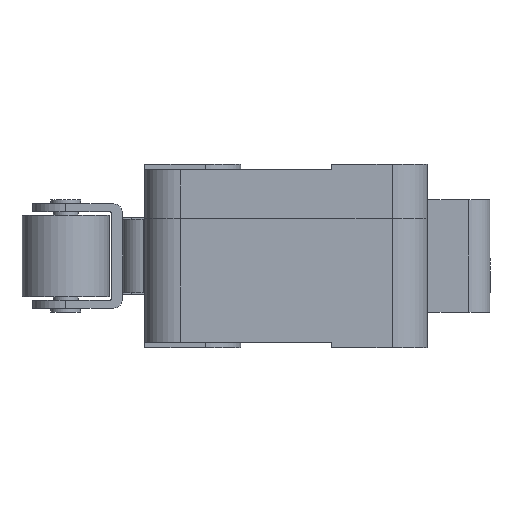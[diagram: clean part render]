
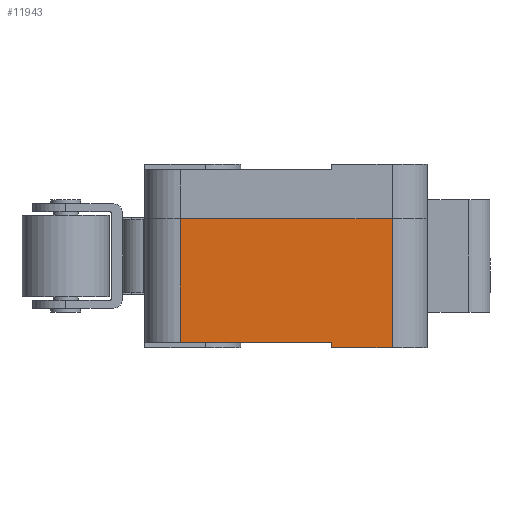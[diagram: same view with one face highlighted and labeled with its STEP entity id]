
A CAD part, left-side view. The second image highlights one B-rep face of the part: STEP entity #11943.
In plain terms, the highlighted planar face has unit normal (-1, 0, 0).
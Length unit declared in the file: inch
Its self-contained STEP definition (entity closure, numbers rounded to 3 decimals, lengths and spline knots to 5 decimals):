
#1390=FACE_OUTER_BOUND('',#2081,.T.);
#2081=EDGE_LOOP('',(#10836,#10837,#10838,#10839,#10840,#10841));
#2976=LINE('',#19525,#4236);
#3312=LINE('',#21776,#4572);
#3314=LINE('',#21782,#4574);
#3317=LINE('',#21791,#4577);
#3320=LINE('',#21797,#4580);
#3331=LINE('',#21824,#4591);
#4236=VECTOR('',#14123,0.3937);
#4572=VECTOR('',#14873,0.3937);
#4574=VECTOR('',#14879,0.3937);
#4577=VECTOR('',#14888,0.3937);
#4580=VECTOR('',#14897,0.3937);
#4591=VECTOR('',#14932,0.3937);
#5511=VERTEX_POINT('',#19518);
#5513=VERTEX_POINT('',#19524);
#5727=VERTEX_POINT('',#21772);
#5728=VERTEX_POINT('',#21774);
#5730=VERTEX_POINT('',#21781);
#5733=VERTEX_POINT('',#21789);
#6963=EDGE_CURVE('',#5513,#5511,#2976,.T.);
#7422=EDGE_CURVE('',#5727,#5728,#3312,.T.);
#7425=EDGE_CURVE('',#5730,#5727,#3314,.T.);
#7430=EDGE_CURVE('',#5733,#5728,#3317,.T.);
#7433=EDGE_CURVE('',#5730,#5511,#3320,.T.);
#7446=EDGE_CURVE('',#5733,#5513,#3331,.T.);
#10836=ORIENTED_EDGE('',*,*,#6963,.T.);
#10837=ORIENTED_EDGE('',*,*,#7433,.F.);
#10838=ORIENTED_EDGE('',*,*,#7425,.T.);
#10839=ORIENTED_EDGE('',*,*,#7422,.T.);
#10840=ORIENTED_EDGE('',*,*,#7430,.F.);
#10841=ORIENTED_EDGE('',*,*,#7446,.T.);
#11315=PLANE('',#12548);
#11943=ADVANCED_FACE('',(#1390),#11315,.T.);
#12548=AXIS2_PLACEMENT_3D('',#21823,#14930,#14931);
#14123=DIRECTION('',(0.,1.,0.));
#14873=DIRECTION('',(0.,0.,-1.));
#14879=DIRECTION('',(0.,-1.,0.));
#14888=DIRECTION('',(0.,1.,0.));
#14897=DIRECTION('',(0.,0.,1.));
#14930=DIRECTION('center_axis',(-1.,0.,0.));
#14931=DIRECTION('ref_axis',(0.,0.,1.));
#14932=DIRECTION('',(0.,0.,1.));
#19518=CARTESIAN_POINT('',(-1.13386,0.25295,0.28543));
#19524=CARTESIAN_POINT('',(-1.13386,-0.21555,0.28543));
#19525=CARTESIAN_POINT('',(-1.13386,0.05809,0.28543));
#21772=CARTESIAN_POINT('',(-1.13386,-0.08169,0.01181));
#21774=CARTESIAN_POINT('',(-1.13386,-0.08169,0.));
#21776=CARTESIAN_POINT('',(-1.13386,-0.08169,0.));
#21781=CARTESIAN_POINT('',(-1.13386,0.25295,0.01181));
#21782=CARTESIAN_POINT('',(-1.13386,-0.09684,0.01181));
#21789=CARTESIAN_POINT('',(-1.13386,-0.21555,0.));
#21791=CARTESIAN_POINT('',(-1.13386,-0.21555,0.));
#21797=CARTESIAN_POINT('',(-1.13386,0.25295,0.));
#21823=CARTESIAN_POINT('Origin',(-1.13386,-0.21555,0.));
#21824=CARTESIAN_POINT('',(-1.13386,-0.21555,0.));
